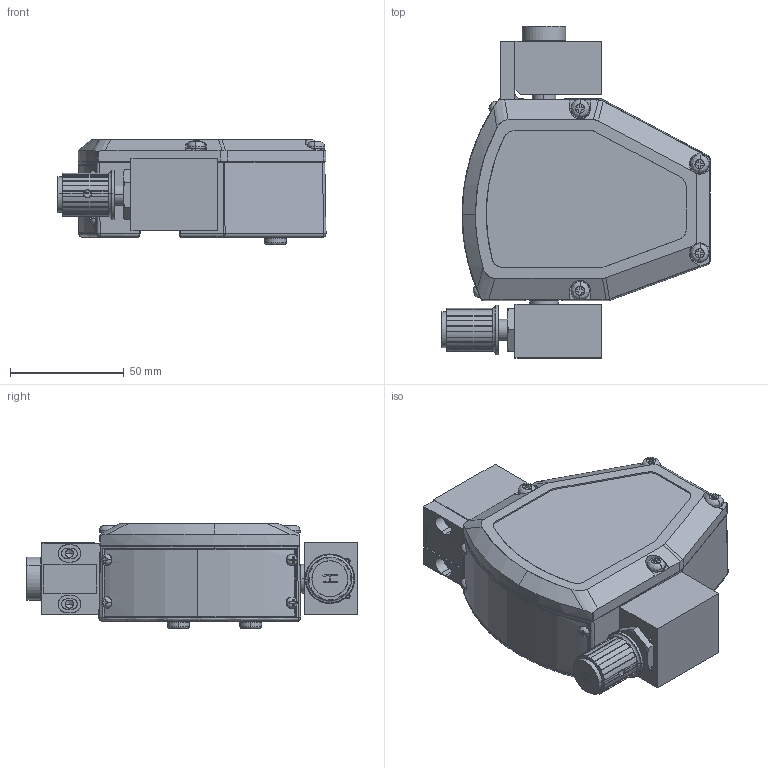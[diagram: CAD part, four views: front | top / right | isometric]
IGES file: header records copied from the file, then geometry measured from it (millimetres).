
Start section: SolidWorks IGES file using analytic representation for surfaces
Global section: file name: 3750C-ABCDEF-1-D-A-A-A-D.IGS; native system: SolidWorks 2019; preprocessor: SolidWorks 2019; author: cfehr; date: 190606.140949; units: inch
Bounding box: 117.68 x 145.69 x 46.05 mm (x, y, z)
Surface area: 99909.8 mm2 (no closed solid volume)
Topology: 0 solids, 0 shells, 1062 faces, 12766 edges, 12714 vertices
Faces by surface type: bspline 585, revolution 477
